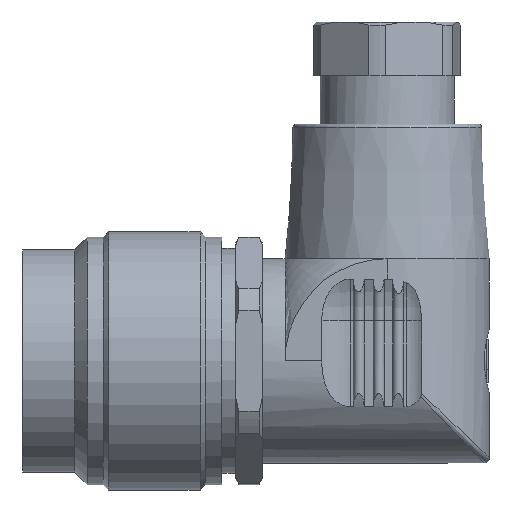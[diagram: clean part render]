
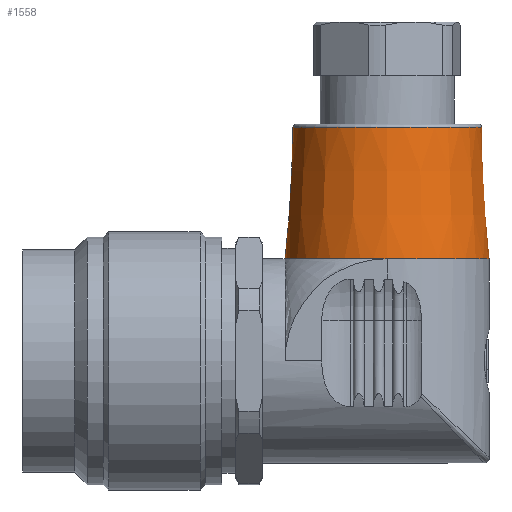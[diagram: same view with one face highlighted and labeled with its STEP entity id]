
A CAD part, front view. The second image highlights one B-rep face of the part: STEP entity #1558.
In plain terms, the highlighted conical face has half-angle 3.434 degrees and reference radius 9.5 mm.
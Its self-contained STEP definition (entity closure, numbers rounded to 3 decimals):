
#753=B_SPLINE_CURVE_WITH_KNOTS('',3,(#9551,#9552,#9553,#9554),.UNSPECIFIED.,
 .F.,.F.,(4,4),(0.,1.),.UNSPECIFIED.);
#754=B_SPLINE_CURVE_WITH_KNOTS('',3,(#9556,#9557,#9558,#9559,#9560,#9561),
 .UNSPECIFIED.,.F.,.F.,(4,2,4),(0.,0.5,1.),.UNSPECIFIED.);
#755=B_SPLINE_CURVE_WITH_KNOTS('',3,(#9563,#9564,#9565,#9566,#9567,#9568),
 .UNSPECIFIED.,.F.,.F.,(4,2,4),(0.,0.5,1.),.UNSPECIFIED.);
#1136=CONICAL_SURFACE('',#5798,9.5,3.434);
#1558=ADVANCED_FACE('',(#1836,#1837),#1136,.T.);
#1836=FACE_BOUND('',#2214,.T.);
#1837=FACE_BOUND('',#2215,.T.);
#2214=EDGE_LOOP('',(#3429));
#2215=EDGE_LOOP('',(#3430,#3431,#3432,#3433));
#3429=ORIENTED_EDGE('',*,*,#4806,.T.);
#3430=ORIENTED_EDGE('',*,*,#4836,.T.);
#3431=ORIENTED_EDGE('',*,*,#4837,.T.);
#3432=ORIENTED_EDGE('',*,*,#4838,.T.);
#3433=ORIENTED_EDGE('',*,*,#4839,.T.);
#4138=VERTEX_POINT('',#9400);
#4157=VERTEX_POINT('',#9549);
#4158=VERTEX_POINT('',#9550);
#4159=VERTEX_POINT('',#9555);
#4160=VERTEX_POINT('',#9562);
#4806=EDGE_CURVE('',#4138,#4138,#5198,.T.);
#4836=EDGE_CURVE('',#4157,#4158,#5211,.T.);
#4837=EDGE_CURVE('',#4158,#4159,#753,.T.);
#4838=EDGE_CURVE('',#4159,#4160,#754,.T.);
#4839=EDGE_CURVE('',#4160,#4157,#755,.T.);
#5198=CIRCLE('',#5772,8.767);
#5211=CIRCLE('',#5797,9.5);
#5772=AXIS2_PLACEMENT_3D('',#9399,#7063,#7064);
#5797=AXIS2_PLACEMENT_3D('',#9548,#7120,#7121);
#5798=AXIS2_PLACEMENT_3D('',#9569,#7122,#7123);
#7063=DIRECTION('',(0.,0.,-1.));
#7064=DIRECTION('',(0.,1.,0.));
#7120=DIRECTION('',(0.,0.,1.));
#7121=DIRECTION('',(1.,0.,0.));
#7122=DIRECTION('',(0.,0.,-1.));
#7123=DIRECTION('',(0.,-1.,0.));
#9399=CARTESIAN_POINT('',(26.6,0.,21.718));
#9400=CARTESIAN_POINT('',(26.6,8.767,21.718));
#9548=CARTESIAN_POINT('',(26.6,0.,9.5));
#9549=CARTESIAN_POINT('',(26.585,-9.5,9.5));
#9550=CARTESIAN_POINT('',(26.6,9.5,9.5));
#9551=CARTESIAN_POINT('',(26.6,9.5,9.5));
#9552=CARTESIAN_POINT('',(25.533,9.5,9.5));
#9553=CARTESIAN_POINT('',(24.466,9.318,9.5));
#9554=CARTESIAN_POINT('',(23.458,8.966,9.5));
#9555=CARTESIAN_POINT('',(23.458,8.966,9.5));
#9556=CARTESIAN_POINT('',(23.458,8.966,9.5));
#9557=CARTESIAN_POINT('',(21.615,8.32,9.5));
#9558=CARTESIAN_POINT('',(19.981,7.089,9.5));
#9559=CARTESIAN_POINT('',(17.721,3.902,9.5));
#9560=CARTESIAN_POINT('',(17.1,1.953,9.5));
#9561=CARTESIAN_POINT('',(17.1,0.,9.5));
#9562=CARTESIAN_POINT('',(17.1,0.,9.5));
#9563=CARTESIAN_POINT('',(17.1,0.,9.5));
#9564=CARTESIAN_POINT('',(17.1,-2.487,9.5));
#9565=CARTESIAN_POINT('',(18.124,-4.959,9.5));
#9566=CARTESIAN_POINT('',(21.641,-8.476,9.5));
#9567=CARTESIAN_POINT('',(24.113,-9.5,9.5));
#9568=CARTESIAN_POINT('',(26.6,-9.5,9.5));
#9569=CARTESIAN_POINT('',(26.6,0.,9.5));
